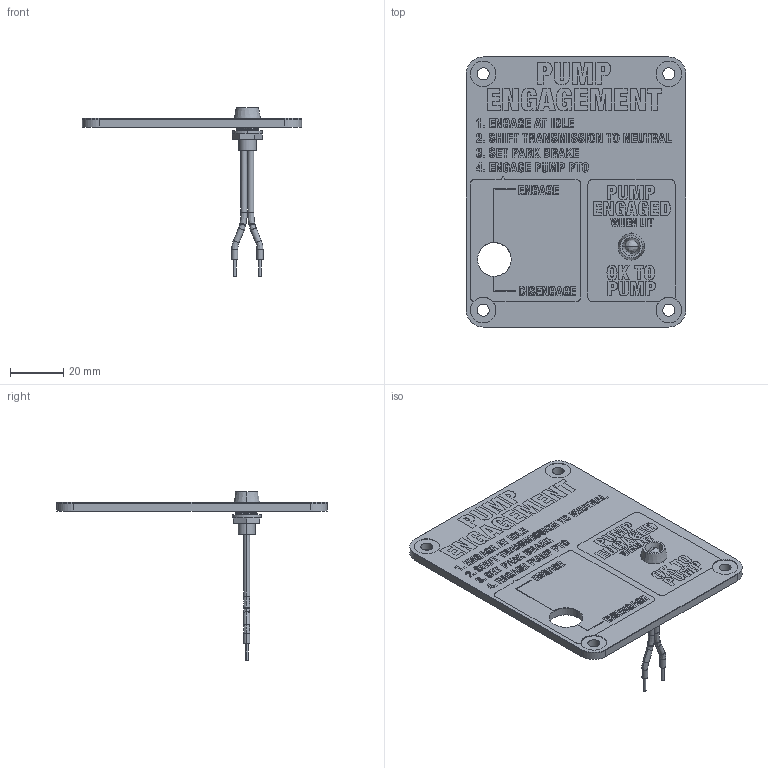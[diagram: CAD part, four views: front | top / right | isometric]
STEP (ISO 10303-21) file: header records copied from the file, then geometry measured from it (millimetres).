
FILE_DESCRIPTION (( 'STEP AP214' ), '1' );
FILE_NAME ('3050649.STEP', '2022-08-22T15:41:01', ( '' ), ( '' ), 'SwSTEP 2.0', 'SolidWorks 2022', '' );
FILE_SCHEMA (( 'AUTOMOTIVE_DESIGN' ));
Length unit declared in the file: inch
Products named in the file (8): 3002093-04; 3050649; 3009026; 3002093-02; 3002093; 3002093_1; 3009027; 3002093-03
Assembly tree (7 placements, depth 3):
  3050649
    3009027
    3009026
    3002093
      3002093_1
      3002093-02
      3002093-03
      3002093-04
Bounding box: 82.55 x 101.6 x 63.5 mm (x, y, z)
Volume: 27552.6 mm3; surface area: 35903.3 mm2
Topology: 6 solids, 6 shells, 342 faces, 2600 edges, 2433 vertices
Faces by surface type: plane 218, cylinder 92, bspline 28, cone 4
Entity records: 88645 total; most frequent: CARTESIAN_POINT 71851, ORIENTED_EDGE 5192, EDGE_CURVE 2596, VERTEX_POINT 2433, B_SPLINE_CURVE_WITH_KNOTS 2226, DIRECTION 1204, EDGE_LOOP 539, AXIS2_PLACEMENT_3D 509
